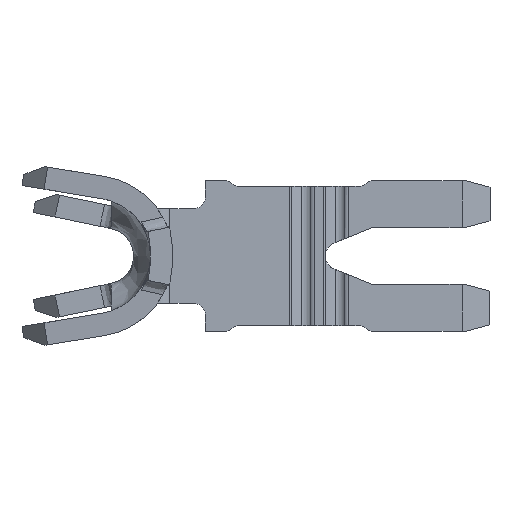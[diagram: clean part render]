
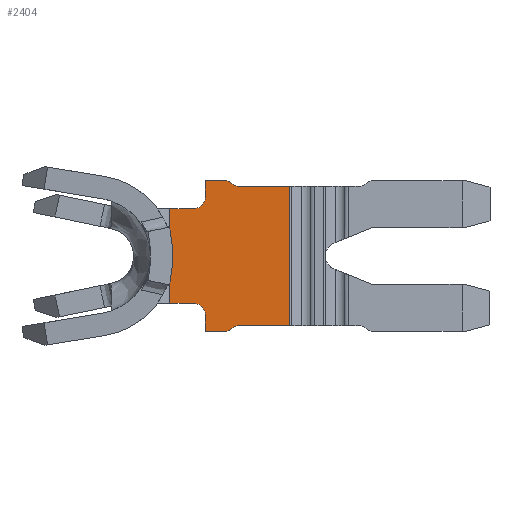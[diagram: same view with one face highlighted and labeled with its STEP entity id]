
A CAD part, front view. The second image highlights one B-rep face of the part: STEP entity #2404.
In plain terms, the highlighted planar face has unit normal (0, -1, 0).
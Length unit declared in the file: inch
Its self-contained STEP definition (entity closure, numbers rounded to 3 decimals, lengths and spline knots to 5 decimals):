
#11 = LINE ( 'NONE', #5357, #2991 ) ;
#33 = ORIENTED_EDGE ( 'NONE', *, *, #4688, .F. ) ;
#87 = LINE ( 'NONE', #6157, #3241 ) ;
#108 = DIRECTION ( 'NONE',  ( -1., 0., 0. ) ) ;
#124 = CARTESIAN_POINT ( 'NONE',  ( -0.0972, 0., 0.0659 ) ) ;
#138 = CARTESIAN_POINT ( 'NONE',  ( -0.09, 0., 0.0625 ) ) ;
#214 = EDGE_CURVE ( 'NONE', #7505, #7515, #11, .T. ) ;
#390 = DIRECTION ( 'NONE',  ( 0., -1., 0. ) ) ;
#398 = VECTOR ( 'NONE', #7306, 39.37008 ) ;
#517 = CARTESIAN_POINT ( 'NONE',  ( -0.12, 0., -0.0675 ) ) ;
#519 = DIRECTION ( 'NONE',  ( -0.8, 0., -0.6 ) ) ;
#589 = VECTOR ( 'NONE', #5043, 39.37008 ) ;
#724 = VERTEX_POINT ( 'NONE', #1288 ) ;
#758 = DIRECTION ( 'NONE',  ( 0., 1., 0. ) ) ;
#783 = EDGE_CURVE ( 'NONE', #4973, #4042, #1897, .T. ) ;
#801 = DIRECTION ( 'NONE',  ( 0., 1., 0. ) ) ;
#877 = ORIENTED_EDGE ( 'NONE', *, *, #1959, .T. ) ;
#890 = LINE ( 'NONE', #3601, #7016 ) ;
#950 = CARTESIAN_POINT ( 'NONE',  ( -0.04419, 0., -0.0625 ) ) ;
#957 = CARTESIAN_POINT ( 'NONE',  ( -0.1515, 0., -0.0425 ) ) ;
#973 = DIRECTION ( 'NONE',  ( 0., -1., 0. ) ) ;
#1255 = CARTESIAN_POINT ( 'NONE',  ( -0.102, 0., 0.0595 ) ) ;
#1288 = CARTESIAN_POINT ( 'NONE',  ( -0.12, 0., 0.0525 ) ) ;
#1353 = ORIENTED_EDGE ( 'NONE', *, *, #3645, .T. ) ;
#1431 = EDGE_CURVE ( 'NONE', #6208, #7505, #1974, .T. ) ;
#1497 = CARTESIAN_POINT ( 'NONE',  ( -0.1515, 0., 0.0595 ) ) ;
#1498 = CARTESIAN_POINT ( 'NONE',  ( -0.102, 0., -0.0595 ) ) ;
#1505 = LINE ( 'NONE', #7556, #3035 ) ;
#1551 = CARTESIAN_POINT ( 'NONE',  ( -0.13, 0., -0.0425 ) ) ;
#1639 = ORIENTED_EDGE ( 'NONE', *, *, #1830, .F. ) ;
#1661 = VERTEX_POINT ( 'NONE', #4618 ) ;
#1685 = DIRECTION ( 'NONE',  ( 0.8, 0., -0.6 ) ) ;
#1738 = CARTESIAN_POINT ( 'NONE',  ( -0.12, 0., -0.0525 ) ) ;
#1830 = EDGE_CURVE ( 'NONE', #6208, #3614, #890, .T. ) ;
#1848 = DIRECTION ( 'NONE',  ( 0., 0., -1. ) ) ;
#1897 = LINE ( 'NONE', #5967, #4799 ) ;
#1918 = ORIENTED_EDGE ( 'NONE', *, *, #214, .T. ) ;
#1959 = EDGE_CURVE ( 'NONE', #2409, #4042, #5934, .T. ) ;
#1974 = LINE ( 'NONE', #1497, #398 ) ;
#1976 = CARTESIAN_POINT ( 'NONE',  ( -0.09, 0., -0.0625 ) ) ;
#2041 = VECTOR ( 'NONE', #1685, 39.37008 ) ;
#2065 = FACE_OUTER_BOUND ( 'NONE', #3541, .T. ) ;
#2081 = DIRECTION ( 'NONE',  ( 0., 0., -1. ) ) ;
#2232 = AXIS2_PLACEMENT_3D ( 'NONE', #3264, #7296, #3831 ) ;
#2285 = ORIENTED_EDGE ( 'NONE', *, *, #7387, .T. ) ;
#2287 = AXIS2_PLACEMENT_3D ( 'NONE', #4451, #973, #5022 ) ;
#2404 = ADVANCED_FACE ( 'NONE', ( #2065 ), #4398, .T. ) ;
#2409 = VERTEX_POINT ( 'NONE', #950 ) ;
#2498 = CIRCLE ( 'NONE', #5570, 0.008 ) ;
#2628 = CARTESIAN_POINT ( 'NONE',  ( -0.0948, 0., -0.0641 ) ) ;
#2712 = DIRECTION ( 'NONE',  ( 0., 0., 1. ) ) ;
#2729 = EDGE_CURVE ( 'NONE', #2409, #4992, #3677, .T. ) ;
#2838 = CIRCLE ( 'NONE', #5210, 0.01 ) ;
#2880 = VECTOR ( 'NONE', #7370, 39.37008 ) ;
#2882 = ORIENTED_EDGE ( 'NONE', *, *, #7541, .F. ) ;
#2920 = AXIS2_PLACEMENT_3D ( 'NONE', #1255, #5295, #1848 ) ;
#2991 = VECTOR ( 'NONE', #3066, 39.37008 ) ;
#3035 = VECTOR ( 'NONE', #3501, 39.37008 ) ;
#3066 = DIRECTION ( 'NONE',  ( 1., 0., 0. ) ) ;
#3137 = LINE ( 'NONE', #4005, #6008 ) ;
#3162 = ORIENTED_EDGE ( 'NONE', *, *, #5068, .F. ) ;
#3241 = VECTOR ( 'NONE', #6735, 39.37008 ) ;
#3264 = CARTESIAN_POINT ( 'NONE',  ( 0.03, 0., 0.0595 ) ) ;
#3307 = CIRCLE ( 'NONE', #2920, 0.008 ) ;
#3501 = DIRECTION ( 'NONE',  ( 1., 0., 0. ) ) ;
#3541 = EDGE_LOOP ( 'NONE', ( #1639, #5966, #1918, #2285, #5100, #5444, #3162, #33, #7065, #7087, #877, #5591, #2882, #6930, #7428, #6228, #4067, #1353 ) ) ;
#3601 = CARTESIAN_POINT ( 'NONE',  ( -0.184, 0., 0.0425 ) ) ;
#3614 = VERTEX_POINT ( 'NONE', #7070 ) ;
#3645 = EDGE_CURVE ( 'NONE', #724, #3614, #5129, .T. ) ;
#3677 = LINE ( 'NONE', #4492, #589 ) ;
#3750 = LINE ( 'NONE', #3984, #2041 ) ;
#3794 = CARTESIAN_POINT ( 'NONE',  ( -0.0948, 0., 0.0641 ) ) ;
#3831 = DIRECTION ( 'NONE',  ( 0., 0., -1. ) ) ;
#3833 = CIRCLE ( 'NONE', #3899, 0.008 ) ;
#3891 = CARTESIAN_POINT ( 'NONE',  ( -0.09, 0., 0.0705 ) ) ;
#3899 = AXIS2_PLACEMENT_3D ( 'NONE', #3891, #390, #4482 ) ;
#3900 = EDGE_CURVE ( 'NONE', #4992, #5224, #6901, .T. ) ;
#3984 = CARTESIAN_POINT ( 'NONE',  ( -0.0948, 0., 0.0641 ) ) ;
#4005 = CARTESIAN_POINT ( 'NONE',  ( -0.0948, 0., -0.0641 ) ) ;
#4042 = VERTEX_POINT ( 'NONE', #4062 ) ;
#4062 = CARTESIAN_POINT ( 'NONE',  ( -0.04419, 0., 0.0625 ) ) ;
#4067 = ORIENTED_EDGE ( 'NONE', *, *, #4446, .F. ) ;
#4214 = CARTESIAN_POINT ( 'NONE',  ( -0.102, 0., -0.0675 ) ) ;
#4235 = CARTESIAN_POINT ( 'NONE',  ( -0.13, 0., 0.0525 ) ) ;
#4238 = VERTEX_POINT ( 'NONE', #6000 ) ;
#4268 = CARTESIAN_POINT ( 'NONE',  ( -0.13, 0., -0.0525 ) ) ;
#4368 = VERTEX_POINT ( 'NONE', #3794 ) ;
#4398 = PLANE ( 'NONE',  #2232 ) ;
#4446 = EDGE_CURVE ( 'NONE', #724, #4792, #87, .T. ) ;
#4451 = CARTESIAN_POINT ( 'NONE',  ( -0.09, 0., -0.0705 ) ) ;
#4482 = DIRECTION ( 'NONE',  ( 0., 0., 1. ) ) ;
#4489 = VECTOR ( 'NONE', #108, 39.37008 ) ;
#4492 = CARTESIAN_POINT ( 'NONE',  ( 0.018, 0., -0.0625 ) ) ;
#4506 = CARTESIAN_POINT ( 'NONE',  ( -0.1515, 0., 0.0425 ) ) ;
#4573 = VERTEX_POINT ( 'NONE', #517 ) ;
#4618 = CARTESIAN_POINT ( 'NONE',  ( -0.0972, 0., -0.0659 ) ) ;
#4677 = LINE ( 'NONE', #7340, #7565 ) ;
#4688 = EDGE_CURVE ( 'NONE', #5224, #1661, #3137, .T. ) ;
#4792 = VERTEX_POINT ( 'NONE', #7598 ) ;
#4799 = VECTOR ( 'NONE', #6537, 39.37008 ) ;
#4827 = DIRECTION ( 'NONE',  ( 0., 0., -1. ) ) ;
#4857 = DIRECTION ( 'NONE',  ( 0., 0., -1. ) ) ;
#4940 = CARTESIAN_POINT ( 'NONE',  ( -0.102, 0., 0.0675 ) ) ;
#4973 = VERTEX_POINT ( 'NONE', #138 ) ;
#4992 = VERTEX_POINT ( 'NONE', #1976 ) ;
#5022 = DIRECTION ( 'NONE',  ( 0., 0., 1. ) ) ;
#5043 = DIRECTION ( 'NONE',  ( -1., 0., 0. ) ) ;
#5068 = EDGE_CURVE ( 'NONE', #1661, #4238, #2498, .T. ) ;
#5100 = ORIENTED_EDGE ( 'NONE', *, *, #6586, .F. ) ;
#5129 = CIRCLE ( 'NONE', #6665, 0.01 ) ;
#5210 = AXIS2_PLACEMENT_3D ( 'NONE', #4268, #801, #4857 ) ;
#5224 = VERTEX_POINT ( 'NONE', #2628 ) ;
#5295 = DIRECTION ( 'NONE',  ( 0., 1., 0. ) ) ;
#5357 = CARTESIAN_POINT ( 'NONE',  ( -0.184, 0., -0.0425 ) ) ;
#5444 = ORIENTED_EDGE ( 'NONE', *, *, #5822, .F. ) ;
#5519 = CARTESIAN_POINT ( 'NONE',  ( -0.04419, 0., 0.0625 ) ) ;
#5531 = DIRECTION ( 'NONE',  ( 0., 1., 0. ) ) ;
#5570 = AXIS2_PLACEMENT_3D ( 'NONE', #1498, #5531, #2081 ) ;
#5587 = EDGE_CURVE ( 'NONE', #4792, #6466, #1505, .T. ) ;
#5591 = ORIENTED_EDGE ( 'NONE', *, *, #783, .F. ) ;
#5708 = VERTEX_POINT ( 'NONE', #124 ) ;
#5822 = EDGE_CURVE ( 'NONE', #4238, #4573, #5995, .T. ) ;
#5934 = LINE ( 'NONE', #5519, #2880 ) ;
#5966 = ORIENTED_EDGE ( 'NONE', *, *, #1431, .T. ) ;
#5967 = CARTESIAN_POINT ( 'NONE',  ( 0.018, 0., 0.0625 ) ) ;
#5995 = LINE ( 'NONE', #4214, #4489 ) ;
#6000 = CARTESIAN_POINT ( 'NONE',  ( -0.102, 0., -0.0675 ) ) ;
#6008 = VECTOR ( 'NONE', #519, 39.37008 ) ;
#6157 = CARTESIAN_POINT ( 'NONE',  ( -0.12, 0., -0.0675 ) ) ;
#6208 = VERTEX_POINT ( 'NONE', #4506 ) ;
#6228 = ORIENTED_EDGE ( 'NONE', *, *, #5587, .F. ) ;
#6347 = EDGE_CURVE ( 'NONE', #6466, #5708, #3307, .T. ) ;
#6466 = VERTEX_POINT ( 'NONE', #4940 ) ;
#6488 = DIRECTION ( 'NONE',  ( 1., 0., 0. ) ) ;
#6537 = DIRECTION ( 'NONE',  ( 1., 0., 0. ) ) ;
#6586 = EDGE_CURVE ( 'NONE', #4573, #7052, #4677, .T. ) ;
#6665 = AXIS2_PLACEMENT_3D ( 'NONE', #4235, #758, #4827 ) ;
#6734 = EDGE_CURVE ( 'NONE', #5708, #4368, #3750, .T. ) ;
#6735 = DIRECTION ( 'NONE',  ( 0., 0., 1. ) ) ;
#6901 = CIRCLE ( 'NONE', #2287, 0.008 ) ;
#6930 = ORIENTED_EDGE ( 'NONE', *, *, #6734, .F. ) ;
#7016 = VECTOR ( 'NONE', #6488, 39.37008 ) ;
#7052 = VERTEX_POINT ( 'NONE', #1738 ) ;
#7065 = ORIENTED_EDGE ( 'NONE', *, *, #3900, .F. ) ;
#7070 = CARTESIAN_POINT ( 'NONE',  ( -0.13, 0., 0.0425 ) ) ;
#7087 = ORIENTED_EDGE ( 'NONE', *, *, #2729, .F. ) ;
#7296 = DIRECTION ( 'NONE',  ( 0., -1., 0. ) ) ;
#7306 = DIRECTION ( 'NONE',  ( 0., 0., -1. ) ) ;
#7340 = CARTESIAN_POINT ( 'NONE',  ( -0.12, 0., -0.0675 ) ) ;
#7370 = DIRECTION ( 'NONE',  ( 0., 0., 1. ) ) ;
#7387 = EDGE_CURVE ( 'NONE', #7515, #7052, #2838, .T. ) ;
#7428 = ORIENTED_EDGE ( 'NONE', *, *, #6347, .F. ) ;
#7505 = VERTEX_POINT ( 'NONE', #957 ) ;
#7515 = VERTEX_POINT ( 'NONE', #1551 ) ;
#7541 = EDGE_CURVE ( 'NONE', #4368, #4973, #3833, .T. ) ;
#7556 = CARTESIAN_POINT ( 'NONE',  ( -0.102, 0., 0.0675 ) ) ;
#7565 = VECTOR ( 'NONE', #2712, 39.37008 ) ;
#7598 = CARTESIAN_POINT ( 'NONE',  ( -0.12, 0., 0.0675 ) ) ;
